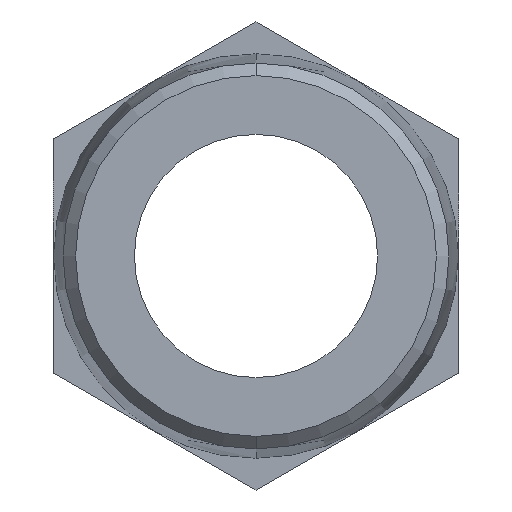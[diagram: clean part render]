
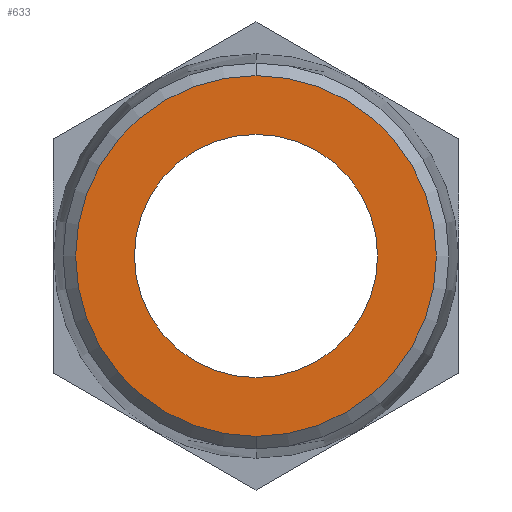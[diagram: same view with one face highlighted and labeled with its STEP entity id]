
A CAD part, front view. The second image highlights one B-rep face of the part: STEP entity #633.
In plain terms, the highlighted planar face has unit normal (0, -1, 0).
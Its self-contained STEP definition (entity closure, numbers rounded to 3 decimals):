
#18 = CIRCLE ( 'NONE', #85, 4.45 ) ;
#65 = AXIS2_PLACEMENT_3D ( 'NONE', #403, #596, #595 ) ;
#73 = AXIS2_PLACEMENT_3D ( 'NONE', #508, #450, #435 ) ;
#75 = AXIS2_PLACEMENT_3D ( 'NONE', #496, #433, #432 ) ;
#85 = AXIS2_PLACEMENT_3D ( 'NONE', #724, #712, #666 ) ;
#88 = EDGE_CURVE ( 'NONE', #727, #700, #141, .T. ) ;
#93 = EDGE_CURVE ( 'NONE', #670, #711, #18, .T. ) ;
#123 = EDGE_CURVE ( 'NONE', #711, #670, #180, .T. ) ;
#124 = EDGE_CURVE ( 'NONE', #700, #727, #182, .T. ) ;
#141 = CIRCLE ( 'NONE', #630, 3. ) ;
#155 = ORIENTED_EDGE ( 'NONE', *, *, #123, .T. ) ;
#156 = ORIENTED_EDGE ( 'NONE', *, *, #93, .T. ) ;
#157 = ORIENTED_EDGE ( 'NONE', *, *, #124, .F. ) ;
#158 = ORIENTED_EDGE ( 'NONE', *, *, #88, .F. ) ;
#180 = CIRCLE ( 'NONE', #73, 4.45 ) ;
#182 = CIRCLE ( 'NONE', #75, 3. ) ;
#197 = FACE_OUTER_BOUND ( 'NONE', #297, .T. ) ;
#201 = FACE_BOUND ( 'NONE', #300, .T. ) ;
#297 = EDGE_LOOP ( 'NONE', ( #155, #156 ) ) ;
#300 = EDGE_LOOP ( 'NONE', ( #157, #158 ) ) ;
#403 = CARTESIAN_POINT ( 'NONE',  ( 0., 0., 0. ) ) ;
#432 = DIRECTION ( 'NONE',  ( 0., 0., -1. ) ) ;
#433 = DIRECTION ( 'NONE',  ( 0., -1., 0. ) ) ;
#435 = DIRECTION ( 'NONE',  ( 0., 0., 1. ) ) ;
#450 = DIRECTION ( 'NONE',  ( 0., -1., 0. ) ) ;
#466 = CARTESIAN_POINT ( 'NONE',  ( 0., 0., 3. ) ) ;
#473 = CARTESIAN_POINT ( 'NONE',  ( 0., 0., 4.45 ) ) ;
#477 = CARTESIAN_POINT ( 'NONE',  ( 0., 0., -3. ) ) ;
#495 = CARTESIAN_POINT ( 'NONE',  ( 0., 0., -4.45 ) ) ;
#496 = CARTESIAN_POINT ( 'NONE',  ( 0., 0., 0. ) ) ;
#508 = CARTESIAN_POINT ( 'NONE',  ( 0., 0., 0. ) ) ;
#595 = DIRECTION ( 'NONE',  ( 0., 0., 1. ) ) ;
#596 = DIRECTION ( 'NONE',  ( 0., 1., 0. ) ) ;
#610 = PLANE ( 'NONE',  #65 ) ;
#630 = AXIS2_PLACEMENT_3D ( 'NONE', #703, #732, #722 ) ;
#633 = ADVANCED_FACE ( 'NONE', ( #197, #201 ), #610, .F. ) ;
#666 = DIRECTION ( 'NONE',  ( 0., 0., 1. ) ) ;
#670 = VERTEX_POINT ( 'NONE', #495 ) ;
#700 = VERTEX_POINT ( 'NONE', #477 ) ;
#703 = CARTESIAN_POINT ( 'NONE',  ( 0., 0., 0. ) ) ;
#711 = VERTEX_POINT ( 'NONE', #473 ) ;
#712 = DIRECTION ( 'NONE',  ( 0., -1., 0. ) ) ;
#722 = DIRECTION ( 'NONE',  ( 0., 0., -1. ) ) ;
#724 = CARTESIAN_POINT ( 'NONE',  ( 0., 0., 0. ) ) ;
#727 = VERTEX_POINT ( 'NONE', #466 ) ;
#732 = DIRECTION ( 'NONE',  ( 0., -1., 0. ) ) ;
